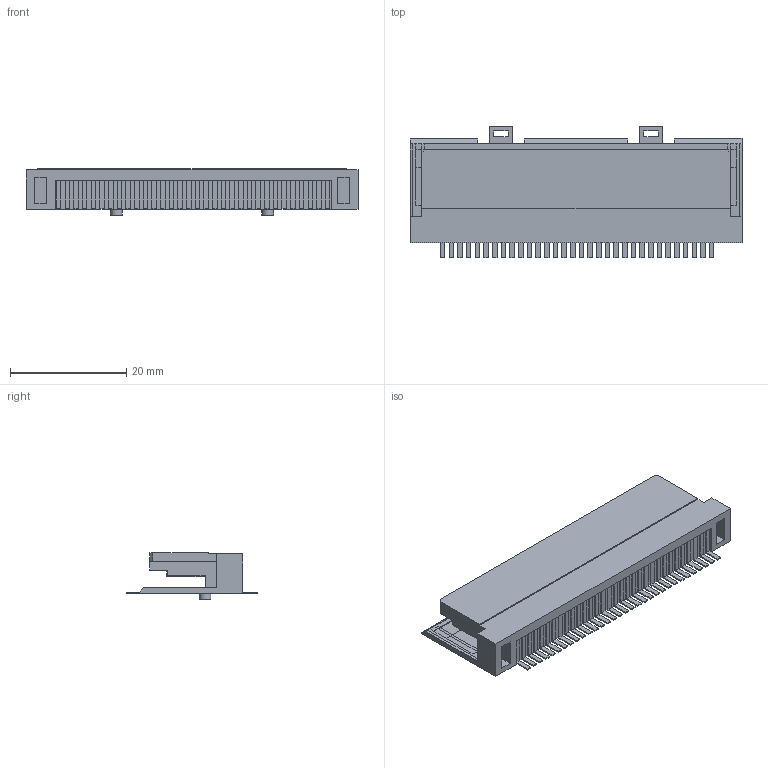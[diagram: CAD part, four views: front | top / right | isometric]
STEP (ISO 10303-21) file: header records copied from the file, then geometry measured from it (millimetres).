
FILE_DESCRIPTION(('FreeCAD Model'),'2;1');
FILE_NAME('GB_GBC_1x32.step','2021-05-14T20:18:15',( 'Author'),(''),'Open CASCADE STEP processor 7.3','FreeCAD','Unknown' );
FILE_SCHEMA(('AUTOMOTIVE_DESIGN { 1 0 10303 214 1 1 1 1 }'));
Length unit declared in the file: millimetre
Products named in the file (1): Group036
Bounding box: 57 x 22.5 x 8 mm (x, y, z)
Volume: 4774.1 mm3; surface area: 4521.6 mm2
Topology: 1 solids, 1 shells, 883 faces, 2219 edges, 1342 vertices
Faces by surface type: plane 881, cylinder 2
Full cylindrical faces by diameter (mm): 2 x2
Entity records: 59119 total; most frequent: CARTESIAN_POINT 10115, DIRECTION 7197, LINE 5417, VECTOR 5417, ORIENTED_EDGE 4438, PCURVE 4438, DEFINITIONAL_REPRESENTATION 4438, EDGE_CURVE 2219
